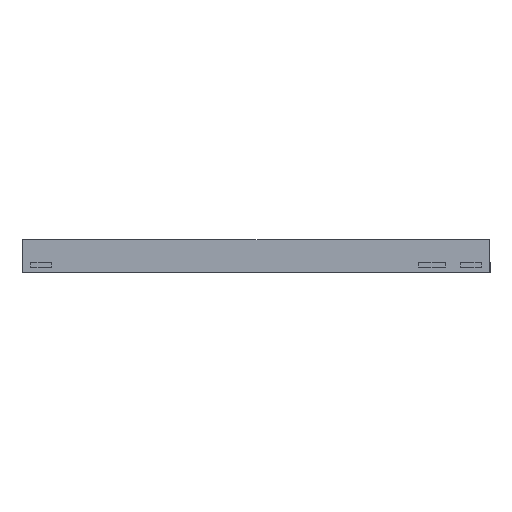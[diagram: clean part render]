
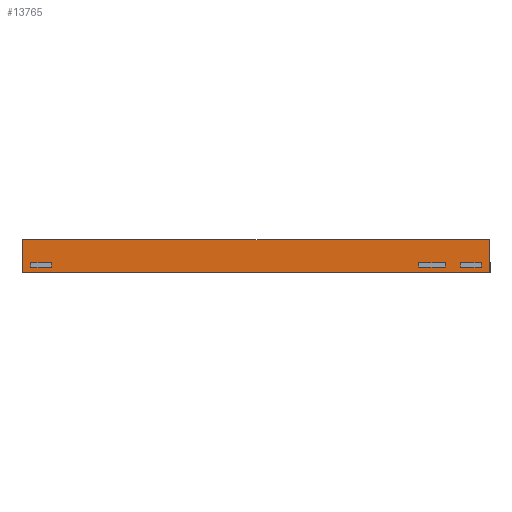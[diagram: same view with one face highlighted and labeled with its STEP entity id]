
A CAD part, front view. The second image highlights one B-rep face of the part: STEP entity #13765.
In plain terms, the highlighted planar face has unit normal (0, -1, 0).
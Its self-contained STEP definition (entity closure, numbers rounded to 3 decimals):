
#222 = CARTESIAN_POINT ( 'NONE',  ( 2.791, -3., 0.163 ) ) ;
#239 = ORIENTED_EDGE ( 'NONE', *, *, #14643, .F. ) ;
#268 = ORIENTED_EDGE ( 'NONE', *, *, #3702, .F. ) ;
#604 = VECTOR ( 'NONE', #8734, 1000. ) ;
#761 = CARTESIAN_POINT ( 'NONE',  ( -3.86, -3., 0.08 ) ) ;
#812 = CARTESIAN_POINT ( 'NONE',  ( 3.241, -3., 0.084 ) ) ;
#919 = VERTEX_POINT ( 'NONE', #4308 ) ;
#1110 = VECTOR ( 'NONE', #12757, 1000. ) ;
#1265 = VECTOR ( 'NONE', #3191, 1000. ) ;
#1294 = VECTOR ( 'NONE', #3234, 1000. ) ;
#1329 = CARTESIAN_POINT ( 'NONE',  ( 4., -3., 0.55 ) ) ;
#1493 = DIRECTION ( 'NONE',  ( 0., 1., 0. ) ) ;
#1675 = EDGE_CURVE ( 'NONE', #6206, #15260, #5636, .T. ) ;
#1791 = LINE ( 'NONE', #7102, #1110 ) ;
#1880 = VECTOR ( 'NONE', #6708, 1000. ) ;
#1984 = ORIENTED_EDGE ( 'NONE', *, *, #10956, .F. ) ;
#2614 = CARTESIAN_POINT ( 'NONE',  ( 2.791, -3., 0.084 ) ) ;
#2706 = CARTESIAN_POINT ( 'NONE',  ( -4., -3., 0. ) ) ;
#2754 = ORIENTED_EDGE ( 'NONE', *, *, #17933, .F. ) ;
#2763 = LINE ( 'NONE', #17021, #17808 ) ;
#2798 = ORIENTED_EDGE ( 'NONE', *, *, #3944, .F. ) ;
#2872 = ORIENTED_EDGE ( 'NONE', *, *, #5607, .F. ) ;
#3191 = DIRECTION ( 'NONE',  ( 0., 0., -1. ) ) ;
#3234 = DIRECTION ( 'NONE',  ( 1., 0., 0. ) ) ;
#3404 = CARTESIAN_POINT ( 'NONE',  ( 2.791, -3., 0.163 ) ) ;
#3625 = DIRECTION ( 'NONE',  ( -1., 0., 0. ) ) ;
#3702 = EDGE_CURVE ( 'NONE', #919, #11445, #8525, .T. ) ;
#3944 = EDGE_CURVE ( 'NONE', #11445, #14272, #1791, .T. ) ;
#4030 = LINE ( 'NONE', #6612, #1880 ) ;
#4140 = VERTEX_POINT ( 'NONE', #1329 ) ;
#4207 = VECTOR ( 'NONE', #18326, 1000. ) ;
#4296 = CARTESIAN_POINT ( 'NONE',  ( 3.504, -3., 0.162 ) ) ;
#4308 = CARTESIAN_POINT ( 'NONE',  ( -3.86, -3., 0.162 ) ) ;
#4509 = VERTEX_POINT ( 'NONE', #10489 ) ;
#4622 = CARTESIAN_POINT ( 'NONE',  ( -3.86, -3., 0.162 ) ) ;
#4800 = CARTESIAN_POINT ( 'NONE',  ( 3.241, -3., 0.163 ) ) ;
#4834 = VECTOR ( 'NONE', #8186, 1000. ) ;
#4988 = ORIENTED_EDGE ( 'NONE', *, *, #16161, .F. ) ;
#5495 = FACE_OUTER_BOUND ( 'NONE', #5804, .T. ) ;
#5607 = EDGE_CURVE ( 'NONE', #10964, #14345, #2763, .T. ) ;
#5636 = LINE ( 'NONE', #15996, #1294 ) ;
#5720 = ORIENTED_EDGE ( 'NONE', *, *, #16901, .F. ) ;
#5804 = EDGE_LOOP ( 'NONE', ( #11251, #5720, #2754, #7913 ) ) ;
#6206 = VERTEX_POINT ( 'NONE', #2706 ) ;
#6341 = LINE ( 'NONE', #16162, #14026 ) ;
#6400 = CARTESIAN_POINT ( 'NONE',  ( -3.86, -3., 0.162 ) ) ;
#6612 = CARTESIAN_POINT ( 'NONE',  ( 3.86, -3., 0.162 ) ) ;
#6708 = DIRECTION ( 'NONE',  ( 0., 0., 1. ) ) ;
#6784 = LINE ( 'NONE', #6867, #4834 ) ;
#6825 = LINE ( 'NONE', #6400, #18119 ) ;
#6867 = CARTESIAN_POINT ( 'NONE',  ( 3.241, -3., 0.163 ) ) ;
#6877 = CARTESIAN_POINT ( 'NONE',  ( 4., -3., 0.55 ) ) ;
#6894 = CARTESIAN_POINT ( 'NONE',  ( 3.86, -3., 0.08 ) ) ;
#7102 = CARTESIAN_POINT ( 'NONE',  ( -3.86, -3., 0.08 ) ) ;
#7481 = ORIENTED_EDGE ( 'NONE', *, *, #9147, .F. ) ;
#7568 = ORIENTED_EDGE ( 'NONE', *, *, #8000, .F. ) ;
#7602 = DIRECTION ( 'NONE',  ( 1., 0., 0. ) ) ;
#7682 = LINE ( 'NONE', #8646, #11710 ) ;
#7700 = EDGE_LOOP ( 'NONE', ( #8355, #2798, #268, #1984 ) ) ;
#7913 = ORIENTED_EDGE ( 'NONE', *, *, #12978, .T. ) ;
#8000 = EDGE_CURVE ( 'NONE', #9952, #10964, #10104, .T. ) ;
#8054 = VECTOR ( 'NONE', #17795, 1000. ) ;
#8128 = EDGE_CURVE ( 'NONE', #16912, #12147, #9005, .T. ) ;
#8186 = DIRECTION ( 'NONE',  ( -1., 0., 0. ) ) ;
#8355 = ORIENTED_EDGE ( 'NONE', *, *, #11827, .F. ) ;
#8411 = CARTESIAN_POINT ( 'NONE',  ( 4., -3., 0. ) ) ;
#8525 = LINE ( 'NONE', #4622, #14126 ) ;
#8627 = LINE ( 'NONE', #10375, #14050 ) ;
#8646 = CARTESIAN_POINT ( 'NONE',  ( 3.86, -3., 0.162 ) ) ;
#8734 = DIRECTION ( 'NONE',  ( 0., 0., -1. ) ) ;
#8930 = VERTEX_POINT ( 'NONE', #3404 ) ;
#9005 = LINE ( 'NONE', #13073, #16603 ) ;
#9147 = EDGE_CURVE ( 'NONE', #12147, #10265, #6341, .T. ) ;
#9291 = CARTESIAN_POINT ( 'NONE',  ( 3.504, -3., 0.08 ) ) ;
#9435 = CARTESIAN_POINT ( 'NONE',  ( -3.504, -3., 0.08 ) ) ;
#9471 = CARTESIAN_POINT ( 'NONE',  ( -3.504, -3., 0.162 ) ) ;
#9477 = ORIENTED_EDGE ( 'NONE', *, *, #15442, .F. ) ;
#9764 = PLANE ( 'NONE',  #16678 ) ;
#9817 = ORIENTED_EDGE ( 'NONE', *, *, #8128, .F. ) ;
#9914 = LINE ( 'NONE', #14355, #4207 ) ;
#9952 = VERTEX_POINT ( 'NONE', #4296 ) ;
#10002 = DIRECTION ( 'NONE',  ( 0., 0., -1. ) ) ;
#10104 = LINE ( 'NONE', #15374, #604 ) ;
#10265 = VERTEX_POINT ( 'NONE', #4800 ) ;
#10375 = CARTESIAN_POINT ( 'NONE',  ( -4., -3., 0.55 ) ) ;
#10489 = CARTESIAN_POINT ( 'NONE',  ( 3.86, -3., 0.162 ) ) ;
#10880 = EDGE_LOOP ( 'NONE', ( #11384, #239, #7481, #9817 ) ) ;
#10956 = EDGE_CURVE ( 'NONE', #17661, #919, #6825, .T. ) ;
#10964 = VERTEX_POINT ( 'NONE', #9291 ) ;
#11071 = CARTESIAN_POINT ( 'NONE',  ( -4., -3., 0.55 ) ) ;
#11156 = FACE_BOUND ( 'NONE', #13725, .T. ) ;
#11251 = ORIENTED_EDGE ( 'NONE', *, *, #1675, .T. ) ;
#11267 = EDGE_CURVE ( 'NONE', #8930, #16912, #14200, .T. ) ;
#11384 = ORIENTED_EDGE ( 'NONE', *, *, #11267, .F. ) ;
#11445 = VERTEX_POINT ( 'NONE', #761 ) ;
#11630 = VECTOR ( 'NONE', #13920, 1000. ) ;
#11710 = VECTOR ( 'NONE', #13337, 1000. ) ;
#11827 = EDGE_CURVE ( 'NONE', #14272, #17661, #15178, .T. ) ;
#11891 = DIRECTION ( 'NONE',  ( 0., 0., 1. ) ) ;
#12147 = VERTEX_POINT ( 'NONE', #812 ) ;
#12444 = LINE ( 'NONE', #6877, #11630 ) ;
#12757 = DIRECTION ( 'NONE',  ( 1., 0., 0. ) ) ;
#12978 = EDGE_CURVE ( 'NONE', #14785, #6206, #9914, .T. ) ;
#13073 = CARTESIAN_POINT ( 'NONE',  ( 3.241, -3., 0.084 ) ) ;
#13337 = DIRECTION ( 'NONE',  ( -1., 0., 0. ) ) ;
#13725 = EDGE_LOOP ( 'NONE', ( #9477, #2872, #7568, #4988 ) ) ;
#13765 = ADVANCED_FACE ( 'NONE', ( #18202, #5495, #15050, #11156 ), #9764, .F. ) ;
#13920 = DIRECTION ( 'NONE',  ( 0., 0., -1. ) ) ;
#14026 = VECTOR ( 'NONE', #11891, 1000. ) ;
#14050 = VECTOR ( 'NONE', #7602, 1000. ) ;
#14126 = VECTOR ( 'NONE', #10002, 1000. ) ;
#14200 = LINE ( 'NONE', #222, #1265 ) ;
#14272 = VERTEX_POINT ( 'NONE', #9435 ) ;
#14345 = VERTEX_POINT ( 'NONE', #6894 ) ;
#14355 = CARTESIAN_POINT ( 'NONE',  ( -4., -3., 0.55 ) ) ;
#14643 = EDGE_CURVE ( 'NONE', #10265, #8930, #6784, .T. ) ;
#14785 = VERTEX_POINT ( 'NONE', #15757 ) ;
#15050 = FACE_BOUND ( 'NONE', #7700, .T. ) ;
#15178 = LINE ( 'NONE', #9471, #8054 ) ;
#15260 = VERTEX_POINT ( 'NONE', #8411 ) ;
#15374 = CARTESIAN_POINT ( 'NONE',  ( 3.504, -3., 0.162 ) ) ;
#15442 = EDGE_CURVE ( 'NONE', #14345, #4509, #4030, .T. ) ;
#15595 = DIRECTION ( 'NONE',  ( 0., 0., 1. ) ) ;
#15757 = CARTESIAN_POINT ( 'NONE',  ( -4., -3., 0.55 ) ) ;
#15938 = DIRECTION ( 'NONE',  ( 1., 0., 0. ) ) ;
#15996 = CARTESIAN_POINT ( 'NONE',  ( -4., -3., 0. ) ) ;
#16161 = EDGE_CURVE ( 'NONE', #4509, #9952, #7682, .T. ) ;
#16162 = CARTESIAN_POINT ( 'NONE',  ( 3.241, -3., 0.163 ) ) ;
#16603 = VECTOR ( 'NONE', #15938, 1000. ) ;
#16678 = AXIS2_PLACEMENT_3D ( 'NONE', #11071, #1493, #15595 ) ;
#16901 = EDGE_CURVE ( 'NONE', #4140, #15260, #12444, .T. ) ;
#16912 = VERTEX_POINT ( 'NONE', #2614 ) ;
#17021 = CARTESIAN_POINT ( 'NONE',  ( 3.86, -3., 0.08 ) ) ;
#17163 = CARTESIAN_POINT ( 'NONE',  ( -3.504, -3., 0.162 ) ) ;
#17661 = VERTEX_POINT ( 'NONE', #17163 ) ;
#17795 = DIRECTION ( 'NONE',  ( 0., 0., 1. ) ) ;
#17808 = VECTOR ( 'NONE', #18315, 1000. ) ;
#17933 = EDGE_CURVE ( 'NONE', #14785, #4140, #8627, .T. ) ;
#18119 = VECTOR ( 'NONE', #3625, 1000. ) ;
#18202 = FACE_BOUND ( 'NONE', #10880, .T. ) ;
#18315 = DIRECTION ( 'NONE',  ( 1., 0., 0. ) ) ;
#18326 = DIRECTION ( 'NONE',  ( 0., 0., -1. ) ) ;
